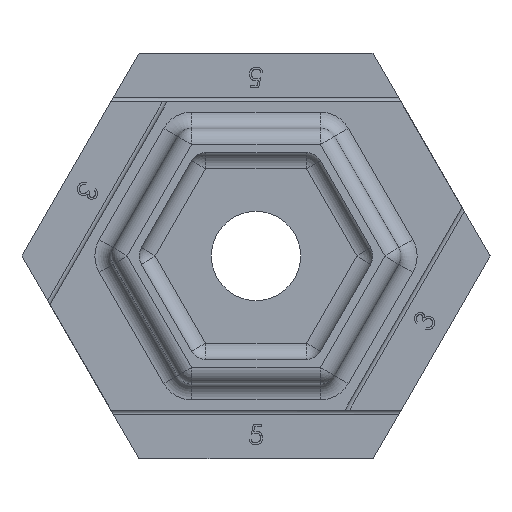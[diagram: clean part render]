
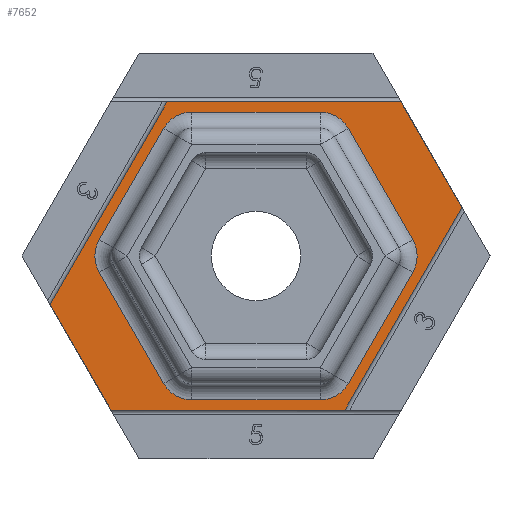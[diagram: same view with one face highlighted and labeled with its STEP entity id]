
A CAD part, front view. The second image highlights one B-rep face of the part: STEP entity #7652.
In plain terms, the highlighted planar face has unit normal (0, -1, 0).
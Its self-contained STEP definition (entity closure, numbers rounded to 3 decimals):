
#366=FACE_BOUND('',#2840,.T.);
#384=PLANE('',#8118);
#847=LINE('',#12396,#1681);
#848=LINE('',#12398,#1682);
#849=LINE('',#12400,#1683);
#850=LINE('',#12402,#1684);
#851=LINE('',#12404,#1685);
#852=LINE('',#12405,#1686);
#853=LINE('',#12410,#1687);
#854=LINE('',#12414,#1688);
#855=LINE('',#12418,#1689);
#856=LINE('',#12422,#1690);
#857=LINE('',#12426,#1691);
#858=LINE('',#12429,#1692);
#1681=VECTOR('',#8833,1000.);
#1682=VECTOR('',#8834,1000.);
#1683=VECTOR('',#8835,1000.);
#1684=VECTOR('',#8836,1000.);
#1685=VECTOR('',#8837,1000.);
#1686=VECTOR('',#8838,1000.);
#1687=VECTOR('',#8841,1000.);
#1688=VECTOR('',#8844,1000.);
#1689=VECTOR('',#8847,1000.);
#1690=VECTOR('',#8850,1000.);
#1691=VECTOR('',#8853,1000.);
#1692=VECTOR('',#8856,1000.);
#2371=FACE_OUTER_BOUND('',#2839,.T.);
#2839=EDGE_LOOP('',(#5626,#5627,#5628,#5629,#5630,#5631));
#2840=EDGE_LOOP('',(#5632,#5633,#5634,#5635,#5636,#5637,#5638,#5639,#5640,
#5641,#5642,#5643));
#3288=CIRCLE('',#8119,4.);
#3289=CIRCLE('',#8120,4.);
#3290=CIRCLE('',#8121,4.);
#3291=CIRCLE('',#8122,4.);
#3292=CIRCLE('',#8123,4.);
#3293=CIRCLE('',#8124,4.);
#3708=VERTEX_POINT('',#12394);
#3709=VERTEX_POINT('',#12395);
#3710=VERTEX_POINT('',#12397);
#3711=VERTEX_POINT('',#12399);
#3712=VERTEX_POINT('',#12401);
#3713=VERTEX_POINT('',#12403);
#3714=VERTEX_POINT('',#12406);
#3715=VERTEX_POINT('',#12407);
#3716=VERTEX_POINT('',#12409);
#3717=VERTEX_POINT('',#12411);
#3718=VERTEX_POINT('',#12413);
#3719=VERTEX_POINT('',#12415);
#3720=VERTEX_POINT('',#12417);
#3721=VERTEX_POINT('',#12419);
#3722=VERTEX_POINT('',#12421);
#3723=VERTEX_POINT('',#12423);
#3724=VERTEX_POINT('',#12425);
#3725=VERTEX_POINT('',#12427);
#4459=EDGE_CURVE('',#3708,#3709,#847,.T.);
#4460=EDGE_CURVE('',#3710,#3709,#848,.T.);
#4461=EDGE_CURVE('',#3711,#3710,#849,.T.);
#4462=EDGE_CURVE('',#3711,#3712,#850,.T.);
#4463=EDGE_CURVE('',#3713,#3712,#851,.T.);
#4464=EDGE_CURVE('',#3708,#3713,#852,.T.);
#4465=EDGE_CURVE('',#3714,#3715,#3288,.T.);
#4466=EDGE_CURVE('',#3714,#3716,#853,.T.);
#4467=EDGE_CURVE('',#3717,#3716,#3289,.T.);
#4468=EDGE_CURVE('',#3717,#3718,#854,.T.);
#4469=EDGE_CURVE('',#3719,#3718,#3290,.T.);
#4470=EDGE_CURVE('',#3719,#3720,#855,.T.);
#4471=EDGE_CURVE('',#3721,#3720,#3291,.T.);
#4472=EDGE_CURVE('',#3721,#3722,#856,.T.);
#4473=EDGE_CURVE('',#3723,#3722,#3292,.T.);
#4474=EDGE_CURVE('',#3723,#3724,#857,.T.);
#4475=EDGE_CURVE('',#3725,#3724,#3293,.T.);
#4476=EDGE_CURVE('',#3725,#3715,#858,.T.);
#5626=ORIENTED_EDGE('',*,*,#4459,.T.);
#5627=ORIENTED_EDGE('',*,*,#4460,.F.);
#5628=ORIENTED_EDGE('',*,*,#4461,.F.);
#5629=ORIENTED_EDGE('',*,*,#4462,.T.);
#5630=ORIENTED_EDGE('',*,*,#4463,.F.);
#5631=ORIENTED_EDGE('',*,*,#4464,.F.);
#5632=ORIENTED_EDGE('',*,*,#4465,.F.);
#5633=ORIENTED_EDGE('',*,*,#4466,.T.);
#5634=ORIENTED_EDGE('',*,*,#4467,.F.);
#5635=ORIENTED_EDGE('',*,*,#4468,.T.);
#5636=ORIENTED_EDGE('',*,*,#4469,.F.);
#5637=ORIENTED_EDGE('',*,*,#4470,.T.);
#5638=ORIENTED_EDGE('',*,*,#4471,.F.);
#5639=ORIENTED_EDGE('',*,*,#4472,.T.);
#5640=ORIENTED_EDGE('',*,*,#4473,.F.);
#5641=ORIENTED_EDGE('',*,*,#4474,.T.);
#5642=ORIENTED_EDGE('',*,*,#4475,.F.);
#5643=ORIENTED_EDGE('',*,*,#4476,.T.);
#7652=ADVANCED_FACE('',(#2371,#366),#384,.F.);
#8118=AXIS2_PLACEMENT_3D('',#12393,#8831,#8832);
#8119=AXIS2_PLACEMENT_3D('',#12408,#8839,#8840);
#8120=AXIS2_PLACEMENT_3D('',#12412,#8842,#8843);
#8121=AXIS2_PLACEMENT_3D('',#12416,#8845,#8846);
#8122=AXIS2_PLACEMENT_3D('',#12420,#8848,#8849);
#8123=AXIS2_PLACEMENT_3D('',#12424,#8851,#8852);
#8124=AXIS2_PLACEMENT_3D('',#12428,#8854,#8855);
#8831=DIRECTION('center_axis',(0.,1.,0.));
#8832=DIRECTION('ref_axis',(0.,0.,
1.));
#8833=DIRECTION('',(1.,0.,0.));
#8834=DIRECTION('',(-0.5,0.,-0.866));
#8835=DIRECTION('',(0.5,0.,-0.866));
#8836=DIRECTION('',(-1.,0.,0.));
#8837=DIRECTION('',(0.5,0.,0.866));
#8838=DIRECTION('',(-0.5,0.,0.866));
#8839=DIRECTION('center_axis',(0.,-1.,0.));
#8840=DIRECTION('ref_axis',(0.,0.,1.));
#8841=DIRECTION('',(1.,0.,0.));
#8842=DIRECTION('center_axis',(0.,-1.,0.));
#8843=DIRECTION('ref_axis',(0.,0.,1.));
#8844=DIRECTION('',(0.5,0.,-0.866));
#8845=DIRECTION('center_axis',(0.,-1.,0.));
#8846=DIRECTION('ref_axis',(0.,0.,
1.));
#8847=DIRECTION('',(-0.5,0.,-0.866));
#8848=DIRECTION('center_axis',(0.,-1.,0.));
#8849=DIRECTION('ref_axis',(0.,0.,1.));
#8850=DIRECTION('',(-1.,0.,0.));
#8851=DIRECTION('center_axis',(0.,-1.,0.));
#8852=DIRECTION('ref_axis',(0.,0.,1.));
#8853=DIRECTION('',(-0.5,0.,0.866));
#8854=DIRECTION('center_axis',(0.,-1.,0.));
#8855=DIRECTION('ref_axis',(0.,0.,
1.));
#8856=DIRECTION('',(0.5,0.,0.866));
#12393=CARTESIAN_POINT('Origin',(14.434,0.,
25.));
#12394=CARTESIAN_POINT('',(-17.898,0.,-19.));
#12395=CARTESIAN_POINT('',(10.97,0.,-19.));
#12396=CARTESIAN_POINT('',(14.434,0.,-19.));
#12397=CARTESIAN_POINT('',(25.403,0.,6.));
#12398=CARTESIAN_POINT('',(8.187,0.,-23.821));
#12399=CARTESIAN_POINT('',(17.898,0.,19.));
#12400=CARTESIAN_POINT('',(14.434,0.,25.));
#12401=CARTESIAN_POINT('',(-10.97,0.,19.));
#12402=CARTESIAN_POINT('',(14.434,0.,19.));
#12403=CARTESIAN_POINT('',(-25.403,0.,-6.));
#12404=CARTESIAN_POINT('',(-28.187,0.,-10.821));
#12405=CARTESIAN_POINT('',(-14.434,0.,-25.));
#12406=CARTESIAN_POINT('',(-7.939,0.,17.75));
#12407=CARTESIAN_POINT('',(-11.403,0.,15.75));
#12408=CARTESIAN_POINT('Origin',(-7.939,0.,
13.75));
#12409=CARTESIAN_POINT('',(7.939,0.,17.75));
#12410=CARTESIAN_POINT('',(9.093,0.,17.75));
#12411=CARTESIAN_POINT('',(11.403,0.,15.75));
#12412=CARTESIAN_POINT('Origin',(7.939,0.,
13.75));
#12413=CARTESIAN_POINT('',(19.341,0.,2.));
#12414=CARTESIAN_POINT('',(19.919,0.,1.));
#12415=CARTESIAN_POINT('',(19.341,0.,-2.));
#12416=CARTESIAN_POINT('Origin',(15.877,0.,
0.));
#12417=CARTESIAN_POINT('',(11.403,0.,-15.75));
#12418=CARTESIAN_POINT('',(10.825,0.,-16.75));
#12419=CARTESIAN_POINT('',(7.939,0.,-17.75));
#12420=CARTESIAN_POINT('Origin',(7.939,0.,
-13.75));
#12421=CARTESIAN_POINT('',(-7.939,0.,-17.75));
#12422=CARTESIAN_POINT('',(-9.093,0.,-17.75));
#12423=CARTESIAN_POINT('',(-11.403,0.,-15.75));
#12424=CARTESIAN_POINT('Origin',(-7.939,0.,
-13.75));
#12425=CARTESIAN_POINT('',(-19.341,0.,-2.));
#12426=CARTESIAN_POINT('',(-19.919,0.,-1.));
#12427=CARTESIAN_POINT('',(-19.341,0.,2.));
#12428=CARTESIAN_POINT('Origin',(-15.877,0.,
0.));
#12429=CARTESIAN_POINT('',(-10.825,0.,16.75));
